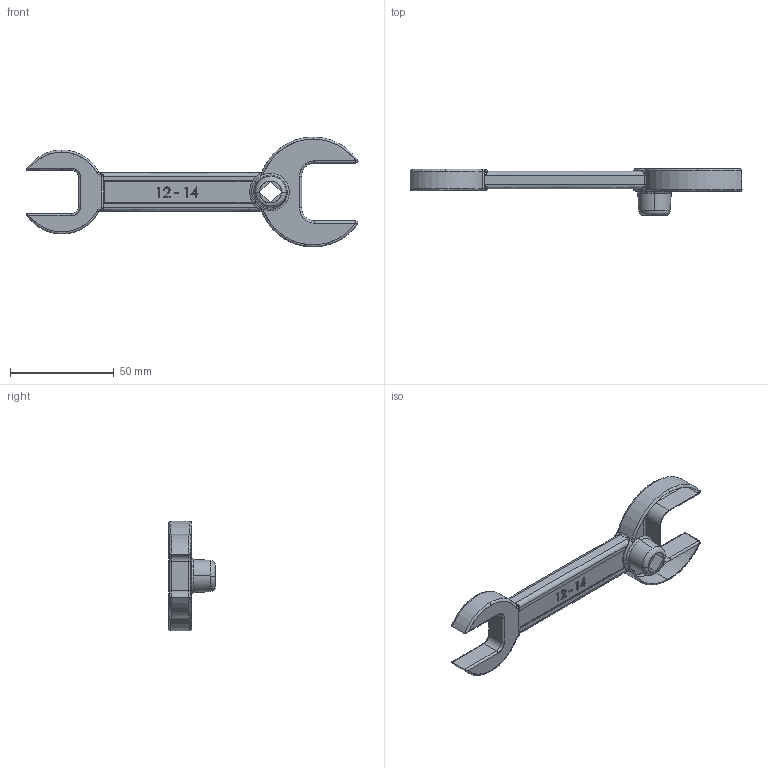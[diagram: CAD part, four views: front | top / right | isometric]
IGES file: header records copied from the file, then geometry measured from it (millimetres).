
Start section: SolidWorks IGES file using analytic representation for surfaces
Global section: file name: NTC 156 Gas cylinder combination spanner.igs; native system: SolidWorks 2009; preprocessor: SolidWorks 2009; author: cad; date: 091103.122520; units: millimetre
Bounding box: 159.96 x 22.5 x 52.94 mm (x, y, z)
Surface area: 12957.8 mm2 (no closed solid volume)
Topology: 0 solids, 0 shells, 619 faces, 5128 edges, 5118 vertices
Faces by surface type: bspline 385, revolution 234
